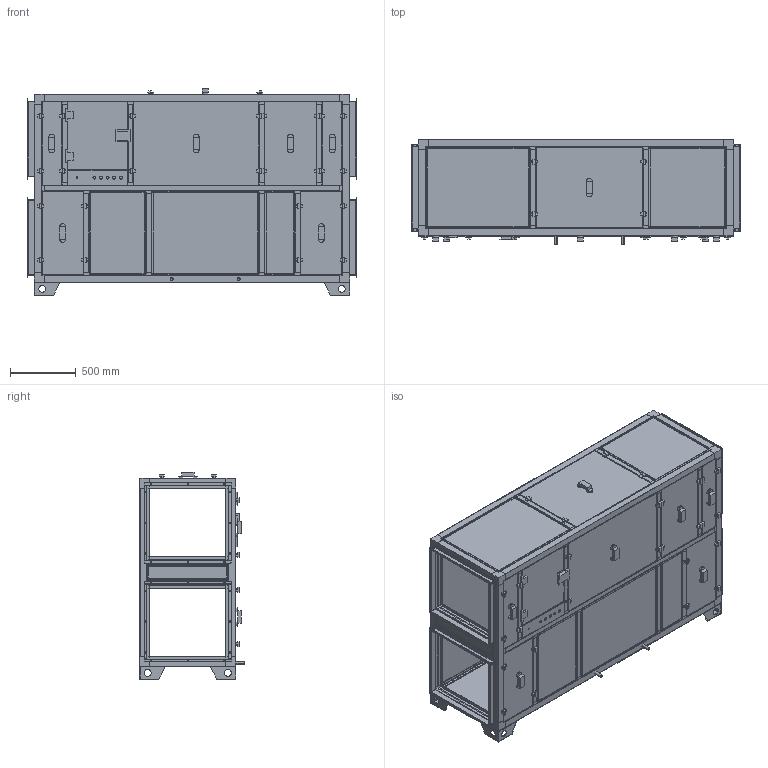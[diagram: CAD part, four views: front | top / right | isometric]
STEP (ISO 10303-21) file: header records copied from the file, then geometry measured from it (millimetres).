
FILE_DESCRIPTION (( 'STEP AP203' ), '1' );
FILE_NAME ('M4523V L.STEP', '2024-09-23T10:22:01', ( '' ), ( '' ), 'SwSTEP 2.0', 'SolidWorks 2023', '' );
FILE_SCHEMA (( 'CONFIG_CONTROL_DESIGN' ));
Length unit declared in the file: millimetre
Products named in the file (165): M4523V L; AynalamaM4523VR_2.0 2008 I_Düz.STEP.STEP; AynalamaM4523VR_2.0 2008 DC-YUK_Plastik.STEP.STEP; AynalamaM4523VR_2.0 1407_3 delikli _1500.STEP.STEP; AynalamaM4523VR_2.0 2005 DC-YUK_Plastik.STEP.STEP; AynalamaM4523VR_2.0-A.Profil-6_Isı köprüsüz.STEP.STEP; AynalamaM4523VR_2.0-K.Profil-27_Isı köprüsüz.STEP.STEP; AynalamaM4523VR_2.0 2203 D_Düz.STEP.STEP; AynalamaM4523VR_2.0 2007 DC-YUK_Plastik.STEP.STEP; AynalamaM4523VR_2.0 2006 I_Düz.STEP.STEP; AynalamaM4523VR_2.0 2203 I_Düz.STEP.STEP; AynalamaM4523VR_2.0 2001 PIC-EN.STEP.STEP; AynalamaM4523VR_2.0-A.Profil-7_Isı köprüsüz.STEP.STEP; AynalamaM4523VR_2.0 2013.STEP.STEP; AynalamaM4523VR_2.0 2008 PIC-EN.STEP.STEP; AynalamaM4523VR_2.0 2202 BC.STEP.STEP; AynalamaM4523VR_2.0 2001 I_Düz.STEP.STEP; AynalamaM4523VR_2.0 2202 I_Düz.STEP.STEP; AynalamaM4523VR_2.0 2007 PIC-EN.STEP.STEP; AynalamaM4523VR_2.0 2100 D_Düz.STEP.STEP; AynalamaM4523VR_2.0 2010 DC-YUK_Plastik.STEP.STEP; AynalamaM4523VR_2.0 2001.STEP.STEP; AynalamaM4523VR_2.0-M51-Profil Montaj.STEP.STEP; AynalamaM4523VR_2.0 2005 PIC-YUK.STEP.STEP; AynalamaM4523VR_2.0 2006 PIC-EN.STEP.STEP; AynalamaM4523VR_2.0 ME.STEP.STEP; AynalamaM4523VR_2.0 2003.STEP.STEP; AynalamaM4523VR_2.0 2006 PIC-YUK.STEP.STEP; AynalamaM4523VR_2.0 2007 DC-EN_Plastik.STEP.STEP; AynalamaM4523VR_2.0 2009 PIC-EN.STEP.STEP; AynalamaM4523VR_2.0_Tava_Montajı1.STEP.STEP; AynalamaM4523VR_2.0 2011 D_Manometreli.STEP.STEP; AynalamaM4523VR_2.0 2008 PIC-YUK.STEP.STEP; AynalamaM4523VR_2.0-K.Profil-25_Isı köprüsüz.STEP.STEP; AynalamaM4523VR_2.0 KU.STEP.STEP; AynalamaM4523VR_2.0-A.Profil-9_Isı köprüsüz.STEP.STEP; AynalamaM4523VR_2.0 MA.STEP.STEP; AynalamaM4523VR_2.0 2012 I_Düz.STEP.STEP; AynalamaM4523VR_2.0 2013 TY.STEP.STEP; AynalamaM4523VR_2.0 2100.STEP.STEP ...
Assembly tree (396 placements, depth 7):
  M4523V L
    M4523V L.STEP
      M4523V L.STEP.STEP
        AynalamaM4523VR_2.0-M51 Montaj.STEP.STEP
          AynalamaM4523VR_2.0-M51-Profil Montaj.STEP.STEP
            AynalamaM4523VR_2.0-K.Profil-26_Isı köprüsüz.STEP.STEP  x4
            AynalamaM4523VR_2.0-K.Profil-25_Isı köprüsüz.STEP.STEP  x4
            AynalamaM4523VR_2.0-K.Profil-27_Isı köprüsüz.STEP.STEP  x4
            AynalamaM4523VR_2.0-A.Profil-7_Isı köprüsüz.STEP.STEP  x2
            AynalamaM4523VR_2.0-AB.STEP.STEP  x38
            AynalamaM4523VR_2.0-KB.STEP.STEP  x8
            AynalamaM4523VR_2.0-A.Profil-8_Isı köprüsüz.STEP.STEP
            AynalamaM4523VR_2.0-A.Profil-6_Isı köprüsüz.STEP.STEP  x8
            AynalamaM4523VR_2.0-A.Profil-9_Isı köprüsüz.STEP.STEP  x8
          AynalamaM4523VR_2.0 2001.STEP.STEP
            AynalamaM4523VR_2.0 2001 D_Düz.STEP.STEP
            AynalamaM4523VR_2.0 2001 I_Düz.STEP.STEP
            AynalamaM4523VR_2.0 2001 DC-EN_Plastik.STEP.STEP  x2
            AynalamaM4523VR_2.0 2001 DC-YUK_Plastik.STEP.STEP  x2
            AynalamaM4523VR_2.0 2001 PIC-EN.STEP.STEP  x2
            AynalamaM4523VR_2.0 2001 PIC-YUK.STEP.STEP  x2
            AynalamaM4523VR_2.0 2001 TY.STEP.STEP
            AynalamaM4523VR_2.0 CBKP.STEP.STEP  x4
          AynalamaM4523VR_2.0 2002.STEP.STEP
            AynalamaM4523VR_2.0 2002 D_Düz.STEP.STEP
            AynalamaM4523VR_2.0 2002 I_Düz.STEP.STEP
            AynalamaM4523VR_2.0 2002 DC-EN_Plastik.STEP.STEP  x2
            AynalamaM4523VR_2.0 2002 DC-YUK_Plastik.STEP.STEP  x2
            AynalamaM4523VR_2.0 2002 PIC-EN.STEP.STEP  x2
            AynalamaM4523VR_2.0 2002 PIC-YUK.STEP.STEP  x2
            AynalamaM4523VR_2.0 2002 TY.STEP.STEP
            AynalamaM4523VR_2.0 CBKP.STEP.STEP  x4
          AynalamaM4523VR_2.0 2003.STEP.STEP
            AynalamaM4523VR_2.0 2003 D_Düz.STEP.STEP
            AynalamaM4523VR_2.0 2003 I_Düz.STEP.STEP
            AynalamaM4523VR_2.0 2003 DC-EN_Plastik.STEP.STEP  x2
            AynalamaM4523VR_2.0 2003 DC-YUK_Plastik.STEP.STEP  x2
            AynalamaM4523VR_2.0 2003 PIC-EN.STEP.STEP  x2
            AynalamaM4523VR_2.0 2003 PIC-YUK.STEP.STEP  x2
            AynalamaM4523VR_2.0 2003 TY.STEP.STEP
            AynalamaM4523VR_2.0 CBKP.STEP.STEP  x4
          AynalamaM4523VR_2.0 20031.STEP.STEP
            AynalamaM4523VR_2.0 2003 D_Düz.STEP.STEP
            AynalamaM4523VR_2.0 2003 I_Düz.STEP.STEP
            AynalamaM4523VR_2.0 2003 DC-EN_Plastik.STEP.STEP  x2
            AynalamaM4523VR_2.0 2003 DC-YUK_Plastik.STEP.STEP  x2
            AynalamaM4523VR_2.0 2003 PIC-EN.STEP.STEP  x2
            AynalamaM4523VR_2.0 2003 PIC-YUK.STEP.STEP  x2
            AynalamaM4523VR_2.0 2003 TY.STEP.STEP
            AynalamaM4523VR_2.0 CBKP.STEP.STEP  x4
          AynalamaM4523VR_2.0 2100.STEP.STEP
            AynalamaM4523VR_2.0 2100 D_Düz.STEP.STEP
            AynalamaM4523VR_2.0 2100 I_Düz.STEP.STEP
            AynalamaM4523VR_2.0 ME.STEP.STEP  x2
            AynalamaM4523VR_2.0 Kİ.STEP.STEP
            AynalamaM4523VR_2.0 2100 TY.STEP.STEP
            AynalamaM4523VR_2.0 2100 BC.STEP.STEP
          AynalamaM4523VR_2.0 2200.STEP.STEP
            AynalamaM4523VR_2.0 2200 D_Düz.STEP.STEP
            AynalamaM4523VR_2.0 2200 I_Düz.STEP.STEP
Bounding box: 2495 x 793.9 x 1573 mm (x, y, z)
Volume: 369346396.1 mm3; surface area: 79207659.8 mm2
Topology: 379 solids, 379 shells, 8525 faces, 19807 edges, 12068 vertices
Faces by surface type: plane 5842, cylinder 2423, bspline 260
Entity records: 171558 total; most frequent: CARTESIAN_POINT 34039, DIRECTION 24195, ORIENTED_EDGE 22394, EDGE_CURVE 11197, AXIS2_PLACEMENT_3D 8272, VECTOR 7651, LINE 7651, VERTEX_POINT 6596
